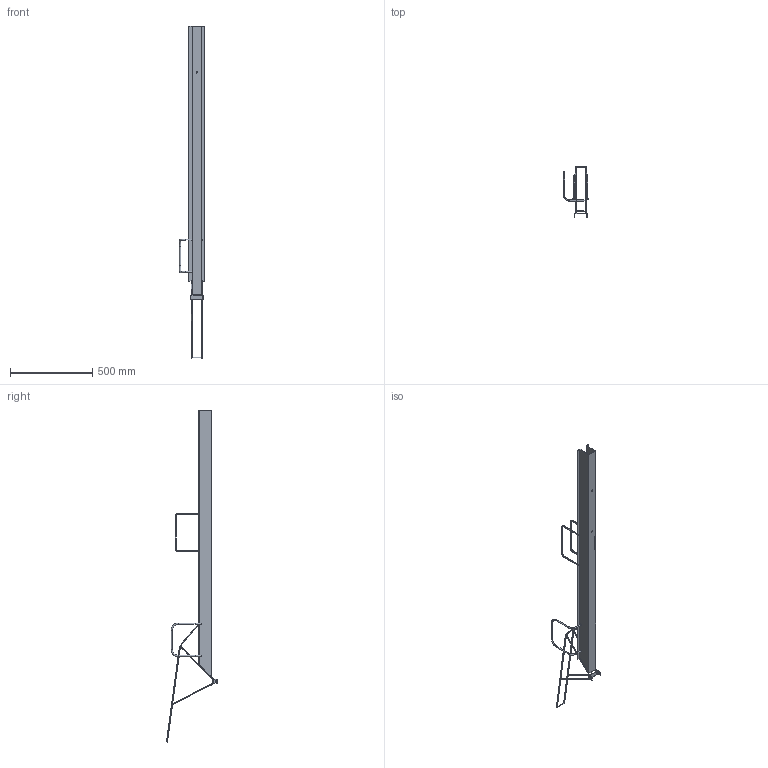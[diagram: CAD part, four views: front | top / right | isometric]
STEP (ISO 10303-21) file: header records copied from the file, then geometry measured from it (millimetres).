
FILE_DESCRIPTION(/* description */ (''),/* implementation_level */ '2;1');
FILE_NAME(/* name */ '80301-0250 LOWER BIKE WHEEL TRACK.stp',/* time_stamp */ '2026-01-30T14:08:36-08:00',/* author */ ('chadm'),/* organization */ (''),/* preprocessor_version */ 'ST-DEVELOPER v20.1',/* originating_system */ 'Autodesk Inventor 2026',/* authorisation */ '');
FILE_SCHEMA (('AUTOMOTIVE_DESIGN { 1 0 10303 214 3 1 1 }'));
Length unit declared in the file: inch
Products named in the file (1): 80301-0250 LOWER BIKE WHEEL TRACK
Bounding box: 153.19 x 309.36 x 2013.47 mm (x, y, z)
Volume: 1166283.5 mm3; surface area: 895058.9 mm2
Topology: 1 solids, 2 shells, 242 faces, 630 edges, 379 vertices
Faces by surface type: cylinder 109, plane 79, torus 44, bspline 10
Full cylindrical faces by diameter (mm): 5.08 x1, 7.874 x1, 7.938 x7, 10.541 x2
Entity records: 7761 total; most frequent: CARTESIAN_POINT 1652, DIRECTION 1343, ORIENTED_EDGE 1243, EDGE_CURVE 622, AXIS2_PLACEMENT_3D 502, VERTEX_POINT 379, LINE 339, VECTOR 339
